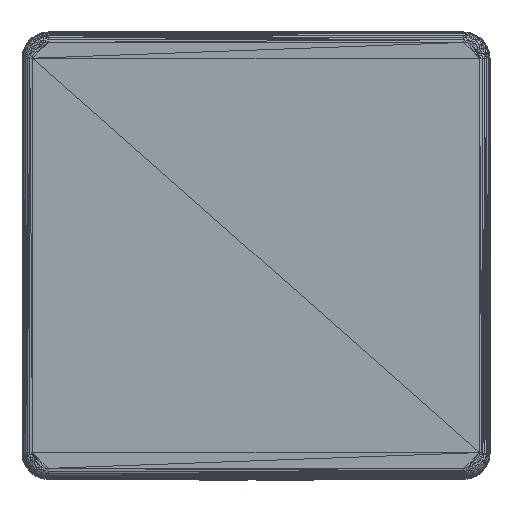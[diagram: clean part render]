
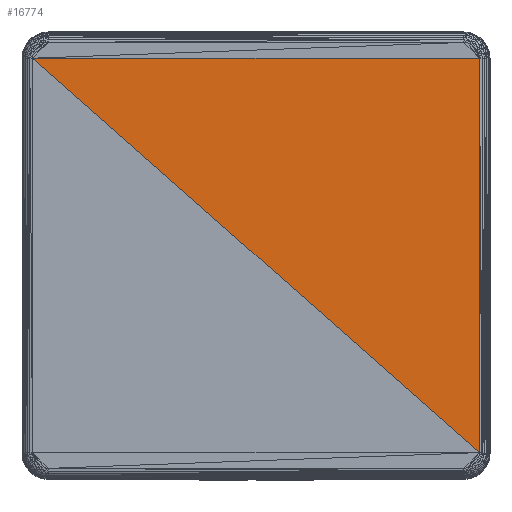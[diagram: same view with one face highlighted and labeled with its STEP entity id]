
A CAD part, top view. The second image highlights one B-rep face of the part: STEP entity #16774.
In plain terms, the highlighted planar face has unit normal (0, 0, 1).
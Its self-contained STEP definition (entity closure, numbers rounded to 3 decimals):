
#16734 = VERTEX_POINT('',#16735);
#16735 = CARTESIAN_POINT('',(4.25,-3.75,7.5));
#16756 = EDGE_CURVE('',#16734,#16757,#16759,.T.);
#16757 = VERTEX_POINT('',#16758);
#16758 = CARTESIAN_POINT('',(-4.25,3.75,7.5));
#16759 = LINE('',#16760,#16761);
#16760 = CARTESIAN_POINT('',(4.25,-3.75,7.5));
#16761 = VECTOR('',#16762,1.);
#16762 = DIRECTION('',(-0.75,0.662,0.));
#16774 = ADVANCED_FACE('',(#16775),#16792,.T.);
#16775 = FACE_BOUND('',#16776,.T.);
#16776 = EDGE_LOOP('',(#16777,#16778,#16786));
#16777 = ORIENTED_EDGE('',*,*,#16756,.F.);
#16778 = ORIENTED_EDGE('',*,*,#16779,.T.);
#16779 = EDGE_CURVE('',#16734,#16780,#16782,.T.);
#16780 = VERTEX_POINT('',#16781);
#16781 = CARTESIAN_POINT('',(4.25,3.75,7.5));
#16782 = LINE('',#16783,#16784);
#16783 = CARTESIAN_POINT('',(4.25,-3.75,7.5));
#16784 = VECTOR('',#16785,1.);
#16785 = DIRECTION('',(0.,1.,0.));
#16786 = ORIENTED_EDGE('',*,*,#16787,.T.);
#16787 = EDGE_CURVE('',#16780,#16757,#16788,.T.);
#16788 = LINE('',#16789,#16790);
#16789 = CARTESIAN_POINT('',(4.25,3.75,7.5));
#16790 = VECTOR('',#16791,1.);
#16791 = DIRECTION('',(-1.,0.,0.));
#16792 = PLANE('',#16793);
#16793 = AXIS2_PLACEMENT_3D('',#16794,#16795,#16796);
#16794 = CARTESIAN_POINT('',(-4.25,3.75,7.5));
#16795 = DIRECTION('',(0.,0.,1.));
#16796 = DIRECTION('',(0.662,0.75,0.));
